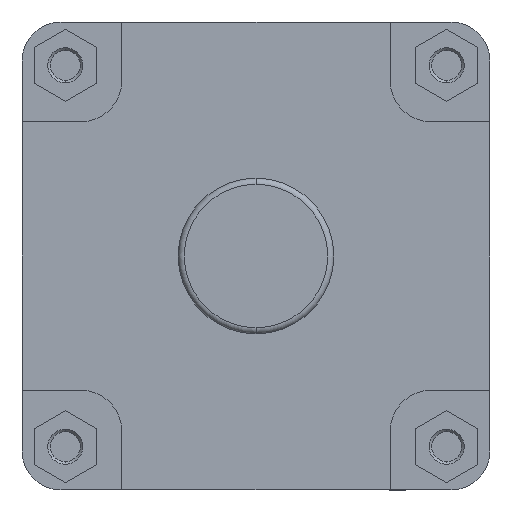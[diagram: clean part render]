
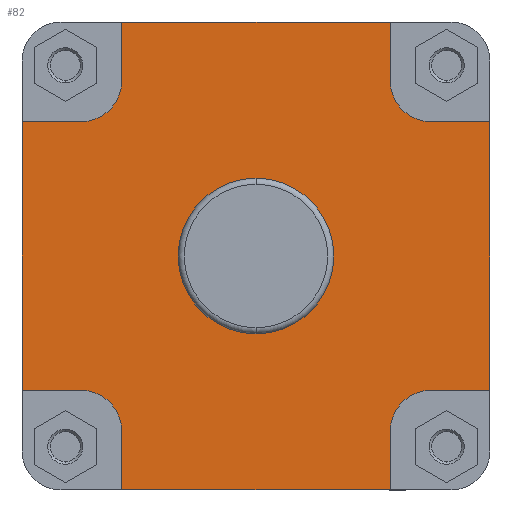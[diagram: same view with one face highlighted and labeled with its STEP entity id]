
A CAD part, left-side view. The second image highlights one B-rep face of the part: STEP entity #82.
In plain terms, the highlighted planar face has unit normal (-1, 0, 0).
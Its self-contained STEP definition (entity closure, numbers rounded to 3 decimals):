
#44 = ORIENTED_EDGE ( 'NONE', *, *, #5968, .F. ) ;
#48 = ORIENTED_EDGE ( 'NONE', *, *, #6730, .F. ) ;
#57 = ORIENTED_EDGE ( 'NONE', *, *, #6717, .F. ) ;
#58 = ORIENTED_EDGE ( 'NONE', *, *, #6737, .F. ) ;
#64 = ORIENTED_EDGE ( 'NONE', *, *, #6732, .F. ) ;
#70 = ORIENTED_EDGE ( 'NONE', *, *, #4336, .F. ) ;
#72 = ORIENTED_EDGE ( 'NONE', *, *, #6738, .F. ) ;
#82 = ADVANCED_FACE ( 'NONE', ( #2148, #2146 ), #1025, .F. ) ;
#101 = ORIENTED_EDGE ( 'NONE', *, *, #5966, .F. ) ;
#102 = ORIENTED_EDGE ( 'NONE', *, *, #4344, .F. ) ;
#105 = ORIENTED_EDGE ( 'NONE', *, *, #6751, .F. ) ;
#107 = ORIENTED_EDGE ( 'NONE', *, *, #6770, .F. ) ;
#108 = ORIENTED_EDGE ( 'NONE', *, *, #4340, .F. ) ;
#115 = ORIENTED_EDGE ( 'NONE', *, *, #4347, .T. ) ;
#116 = ORIENTED_EDGE ( 'NONE', *, *, #4339, .F. ) ;
#117 = ORIENTED_EDGE ( 'NONE', *, *, #4348, .T. ) ;
#120 = ORIENTED_EDGE ( 'NONE', *, *, #4350, .F. ) ;
#122 = ORIENTED_EDGE ( 'NONE', *, *, #6739, .F. ) ;
#124 = ORIENTED_EDGE ( 'NONE', *, *, #4280, .F. ) ;
#189 = AXIS2_PLACEMENT_3D ( 'NONE', #3736, #3417, #3418 ) ;
#207 = AXIS2_PLACEMENT_3D ( 'NONE', #4151, #4144, #3424 ) ;
#214 = AXIS2_PLACEMENT_3D ( 'NONE', #4251, #3717, #3707 ) ;
#346 = AXIS2_PLACEMENT_3D ( 'NONE', #5368, #5369, #5370 ) ;
#349 = AXIS2_PLACEMENT_3D ( 'NONE', #5351, #5353, #5354 ) ;
#350 = AXIS2_PLACEMENT_3D ( 'NONE', #5362, #5363, #5364 ) ;
#521 = VERTEX_POINT ( 'NONE', #1198 ) ;
#522 = VERTEX_POINT ( 'NONE', #1202 ) ;
#524 = VERTEX_POINT ( 'NONE', #1243 ) ;
#525 = VERTEX_POINT ( 'NONE', #1247 ) ;
#529 = VERTEX_POINT ( 'NONE', #1264 ) ;
#530 = VERTEX_POINT ( 'NONE', #1269 ) ;
#531 = VERTEX_POINT ( 'NONE', #1415 ) ;
#532 = VERTEX_POINT ( 'NONE', #1094 ) ;
#533 = VERTEX_POINT ( 'NONE', #703 ) ;
#534 = VERTEX_POINT ( 'NONE', #744 ) ;
#535 = VERTEX_POINT ( 'NONE', #627 ) ;
#536 = VERTEX_POINT ( 'NONE', #716 ) ;
#537 = VERTEX_POINT ( 'NONE', #710 ) ;
#564 = VERTEX_POINT ( 'NONE', #700 ) ;
#567 = CARTESIAN_POINT ( 'NONE',  ( 67., 77.5, 135. ) ) ;
#586 = VERTEX_POINT ( 'NONE', #567 ) ;
#596 = VERTEX_POINT ( 'NONE', #653 ) ;
#604 = VERTEX_POINT ( 'NONE', #667 ) ;
#609 = VERTEX_POINT ( 'NONE', #655 ) ;
#627 = CARTESIAN_POINT ( 'NONE',  ( 67., -77.5, -101. ) ) ;
#653 = CARTESIAN_POINT ( 'NONE',  ( 67., 0., 44.9 ) ) ;
#655 = CARTESIAN_POINT ( 'NONE',  ( 67., -101., 77.5 ) ) ;
#667 = CARTESIAN_POINT ( 'NONE',  ( 67., -135., -77.5 ) ) ;
#700 = CARTESIAN_POINT ( 'NONE',  ( 67., 0., -44.9 ) ) ;
#703 = CARTESIAN_POINT ( 'NONE',  ( 67., 101., 77.5 ) ) ;
#710 = CARTESIAN_POINT ( 'NONE',  ( 67., -77.5, 135. ) ) ;
#716 = CARTESIAN_POINT ( 'NONE',  ( 67., 77.5, 101. ) ) ;
#744 = CARTESIAN_POINT ( 'NONE',  ( 67., 77.5, -101. ) ) ;
#1012 = CARTESIAN_POINT ( 'NONE',  ( 67., 44.9, 0. ) ) ;
#1023 = DIRECTION ( 'NONE',  ( 0., 0., -1. ) ) ;
#1024 = DIRECTION ( 'NONE',  ( 1., 0., 0. ) ) ;
#1025 = PLANE ( 'NONE',  #6030 ) ;
#1094 = CARTESIAN_POINT ( 'NONE',  ( 67., 77.5, -135. ) ) ;
#1198 = CARTESIAN_POINT ( 'NONE',  ( 67., -135., 77.5 ) ) ;
#1202 = CARTESIAN_POINT ( 'NONE',  ( 67., 135., -77.5 ) ) ;
#1243 = CARTESIAN_POINT ( 'NONE',  ( 67., -101., -77.5 ) ) ;
#1247 = CARTESIAN_POINT ( 'NONE',  ( 67., -77.5, 101. ) ) ;
#1264 = CARTESIAN_POINT ( 'NONE',  ( 67., -77.5, -135. ) ) ;
#1269 = CARTESIAN_POINT ( 'NONE',  ( 67., 101., -77.5 ) ) ;
#1415 = CARTESIAN_POINT ( 'NONE',  ( 67., 135., 77.5 ) ) ;
#1822 = EDGE_LOOP ( 'NONE', ( #117, #70, #120, #102, #115, #108, #122, #48, #101, #44, #116, #72, #105, #57, #64, #107 ) ) ;
#1851 = EDGE_LOOP ( 'NONE', ( #58, #124 ) ) ;
#2146 = FACE_OUTER_BOUND ( 'NONE', #1822, .T. ) ;
#2148 = FACE_BOUND ( 'NONE', #1851, .T. ) ;
#2614 = CIRCLE ( 'NONE', #189, 44.9 ) ;
#2695 = VECTOR ( 'NONE', #3407, 1000. ) ;
#2697 = LINE ( 'NONE', #4110, #2695 ) ;
#2706 = VECTOR ( 'NONE', #4159, 1000. ) ;
#2708 = LINE ( 'NONE', #4143, #2706 ) ;
#2709 = CIRCLE ( 'NONE', #207, 23.5 ) ;
#2713 = LINE ( 'NONE', #3403, #2716 ) ;
#2716 = VECTOR ( 'NONE', #4067, 1000. ) ;
#2717 = VECTOR ( 'NONE', #3581, 1000. ) ;
#2719 = LINE ( 'NONE', #3602, #2717 ) ;
#2721 = LINE ( 'NONE', #3366, #2723 ) ;
#2723 = VECTOR ( 'NONE', #3716, 1000. ) ;
#2728 = CIRCLE ( 'NONE', #214, 23.5 ) ;
#3366 = CARTESIAN_POINT ( 'NONE',  ( 67., -297.141, -135. ) ) ;
#3403 = CARTESIAN_POINT ( 'NONE',  ( 67., -135., -77.5 ) ) ;
#3407 = DIRECTION ( 'NONE',  ( 0., 0., -1. ) ) ;
#3417 = DIRECTION ( 'NONE',  ( -1., 0., 0. ) ) ;
#3418 = DIRECTION ( 'NONE',  ( 0., 0., 1. ) ) ;
#3424 = DIRECTION ( 'NONE',  ( 0., 0., -1. ) ) ;
#3581 = DIRECTION ( 'NONE',  ( 0., 0., 1. ) ) ;
#3602 = CARTESIAN_POINT ( 'NONE',  ( 67., -135., 0. ) ) ;
#3707 = DIRECTION ( 'NONE',  ( 0., 0., -1. ) ) ;
#3716 = DIRECTION ( 'NONE',  ( 0., -1., 0. ) ) ;
#3717 = DIRECTION ( 'NONE',  ( -1., 0., 0. ) ) ;
#3736 = CARTESIAN_POINT ( 'NONE',  ( 67., 0., 0. ) ) ;
#4067 = DIRECTION ( 'NONE',  ( 0., 1., 0. ) ) ;
#4110 = CARTESIAN_POINT ( 'NONE',  ( 67., -77.5, -101. ) ) ;
#4143 = CARTESIAN_POINT ( 'NONE',  ( 67., -101., 77.5 ) ) ;
#4144 = DIRECTION ( 'NONE',  ( -1., 0., 0. ) ) ;
#4151 = CARTESIAN_POINT ( 'NONE',  ( 67., 101., 101. ) ) ;
#4159 = DIRECTION ( 'NONE',  ( 0., -1., 0. ) ) ;
#4251 = CARTESIAN_POINT ( 'NONE',  ( 67., -101., -101. ) ) ;
#4280 = EDGE_CURVE ( 'NONE', #564, #596, #2614, .T. ) ;
#4336 = EDGE_CURVE ( 'NONE', #535, #529, #2697, .T. ) ;
#4339 = EDGE_CURVE ( 'NONE', #533, #536, #2709, .T. ) ;
#4340 = EDGE_CURVE ( 'NONE', #609, #521, #2708, .T. ) ;
#4344 = EDGE_CURVE ( 'NONE', #604, #524, #2713, .T. ) ;
#4347 = EDGE_CURVE ( 'NONE', #604, #521, #2719, .T. ) ;
#4348 = EDGE_CURVE ( 'NONE', #532, #529, #2721, .T. ) ;
#4350 = EDGE_CURVE ( 'NONE', #524, #535, #2728, .T. ) ;
#5251 = CARTESIAN_POINT ( 'NONE',  ( 67., -297.141, 135. ) ) ;
#5252 = DIRECTION ( 'NONE',  ( 0., -1., 0. ) ) ;
#5255 = CARTESIAN_POINT ( 'NONE',  ( 67., 77.5, 101. ) ) ;
#5256 = DIRECTION ( 'NONE',  ( 0., 0., 1. ) ) ;
#5319 = CARTESIAN_POINT ( 'NONE',  ( 67., 101., -77.5 ) ) ;
#5322 = DIRECTION ( 'NONE',  ( 0., 1., 0. ) ) ;
#5349 = CARTESIAN_POINT ( 'NONE',  ( 67., -77.5, 135. ) ) ;
#5350 = DIRECTION ( 'NONE',  ( 0., 0., -1. ) ) ;
#5351 = CARTESIAN_POINT ( 'NONE',  ( 67., 101., -101. ) ) ;
#5353 = DIRECTION ( 'NONE',  ( -1., 0., 0. ) ) ;
#5354 = DIRECTION ( 'NONE',  ( 0., 0., -1. ) ) ;
#5362 = CARTESIAN_POINT ( 'NONE',  ( 67., 0., 0. ) ) ;
#5363 = DIRECTION ( 'NONE',  ( -1., 0., 0. ) ) ;
#5364 = DIRECTION ( 'NONE',  ( 0., 0., 1. ) ) ;
#5366 = CARTESIAN_POINT ( 'NONE',  ( 67., 135., 77.5 ) ) ;
#5367 = DIRECTION ( 'NONE',  ( 0., -1., 0. ) ) ;
#5368 = CARTESIAN_POINT ( 'NONE',  ( 67., -101., 101. ) ) ;
#5369 = DIRECTION ( 'NONE',  ( -1., 0., 0. ) ) ;
#5370 = DIRECTION ( 'NONE',  ( 0., 0., -1. ) ) ;
#5395 = CARTESIAN_POINT ( 'NONE',  ( 67., 135., 0. ) ) ;
#5396 = DIRECTION ( 'NONE',  ( 0., 0., 1. ) ) ;
#5435 = CARTESIAN_POINT ( 'NONE',  ( 67., 77.5, -135. ) ) ;
#5436 = DIRECTION ( 'NONE',  ( 0., 0., 1. ) ) ;
#5966 = EDGE_CURVE ( 'NONE', #586, #537, #6386, .T. ) ;
#5968 = EDGE_CURVE ( 'NONE', #536, #586, #6388, .T. ) ;
#6030 = AXIS2_PLACEMENT_3D ( 'NONE', #1012, #1024, #1023 ) ;
#6382 = VECTOR ( 'NONE', #5252, 1000. ) ;
#6386 = LINE ( 'NONE', #5251, #6382 ) ;
#6388 = LINE ( 'NONE', #5255, #6391 ) ;
#6391 = VECTOR ( 'NONE', #5256, 1000. ) ;
#6420 = LINE ( 'NONE', #5319, #6444 ) ;
#6444 = VECTOR ( 'NONE', #5322, 1000. ) ;
#6469 = LINE ( 'NONE', #5349, #6470 ) ;
#6470 = VECTOR ( 'NONE', #5350, 1000. ) ;
#6472 = VECTOR ( 'NONE', #5367, 1000. ) ;
#6474 = CIRCLE ( 'NONE', #349, 23.5 ) ;
#6480 = LINE ( 'NONE', #5366, #6472 ) ;
#6483 = CIRCLE ( 'NONE', #350, 44.9 ) ;
#6484 = LINE ( 'NONE', #5435, #6495 ) ;
#6486 = CIRCLE ( 'NONE', #346, 23.5 ) ;
#6495 = VECTOR ( 'NONE', #5436, 1000. ) ;
#6506 = LINE ( 'NONE', #5395, #6507 ) ;
#6507 = VECTOR ( 'NONE', #5396, 1000. ) ;
#6717 = EDGE_CURVE ( 'NONE', #530, #522, #6420, .T. ) ;
#6730 = EDGE_CURVE ( 'NONE', #537, #525, #6469, .T. ) ;
#6732 = EDGE_CURVE ( 'NONE', #534, #530, #6474, .T. ) ;
#6737 = EDGE_CURVE ( 'NONE', #596, #564, #6483, .T. ) ;
#6738 = EDGE_CURVE ( 'NONE', #531, #533, #6480, .T. ) ;
#6739 = EDGE_CURVE ( 'NONE', #525, #609, #6486, .T. ) ;
#6751 = EDGE_CURVE ( 'NONE', #522, #531, #6506, .T. ) ;
#6770 = EDGE_CURVE ( 'NONE', #532, #534, #6484, .T. ) ;
